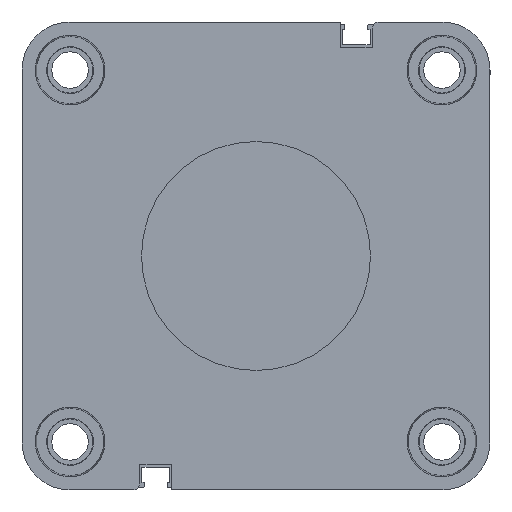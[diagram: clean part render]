
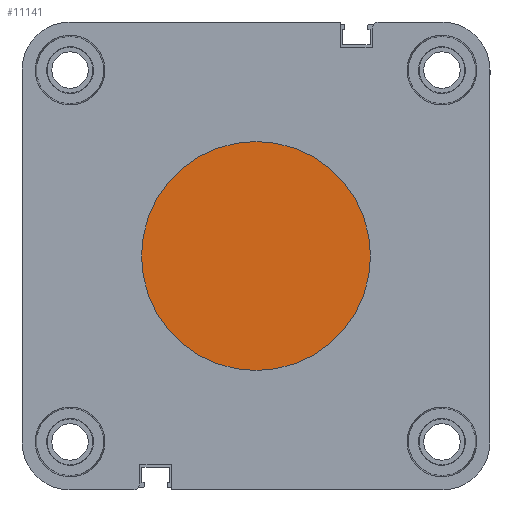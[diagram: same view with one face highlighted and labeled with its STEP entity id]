
A CAD part, left-side view. The second image highlights one B-rep face of the part: STEP entity #11141.
In plain terms, the highlighted planar face has unit normal (-1, 0, 0).
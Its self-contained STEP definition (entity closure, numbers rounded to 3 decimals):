
#131 = CARTESIAN_POINT ( 'NONE',  ( 0., 0., 0. ) ) ;
#844 = EDGE_LOOP ( 'NONE', ( #4346, #7788 ) ) ;
#3275 = AXIS2_PLACEMENT_3D ( 'NONE', #131, #9433, #10611 ) ;
#3680 = CARTESIAN_POINT ( 'NONE',  ( 0., 0., 0. ) ) ;
#4346 = ORIENTED_EDGE ( 'NONE', *, *, #10649, .T. ) ;
#4793 = DIRECTION ( 'NONE',  ( -1., 0., 0. ) ) ;
#5406 = CARTESIAN_POINT ( 'NONE',  ( 0., 0., -27.4 ) ) ;
#6165 = CIRCLE ( 'NONE', #3275, 27.4 ) ;
#6201 = CIRCLE ( 'NONE', #11441, 27.4 ) ;
#7098 = PLANE ( 'NONE',  #14154 ) ;
#7788 = ORIENTED_EDGE ( 'NONE', *, *, #14806, .T. ) ;
#8308 = VERTEX_POINT ( 'NONE', #5406 ) ;
#9433 = DIRECTION ( 'NONE',  ( -1., 0., 0. ) ) ;
#10396 = DIRECTION ( 'NONE',  ( -1., 0., 0. ) ) ;
#10463 = DIRECTION ( 'NONE',  ( 0., 0., 1. ) ) ;
#10611 = DIRECTION ( 'NONE',  ( 0., 0., 1. ) ) ;
#10649 = EDGE_CURVE ( 'NONE', #11475, #8308, #6165, .T. ) ;
#11141 = ADVANCED_FACE ( 'NONE', ( #11215 ), #7098, .T. ) ;
#11215 = FACE_OUTER_BOUND ( 'NONE', #844, .T. ) ;
#11441 = AXIS2_PLACEMENT_3D ( 'NONE', #12588, #10396, #12799 ) ;
#11475 = VERTEX_POINT ( 'NONE', #13731 ) ;
#12588 = CARTESIAN_POINT ( 'NONE',  ( 0., 0., 0. ) ) ;
#12799 = DIRECTION ( 'NONE',  ( 0., 0., 1. ) ) ;
#13731 = CARTESIAN_POINT ( 'NONE',  ( 0., 0., 27.4 ) ) ;
#14154 = AXIS2_PLACEMENT_3D ( 'NONE', #3680, #4793, #10463 ) ;
#14806 = EDGE_CURVE ( 'NONE', #8308, #11475, #6201, .T. ) ;
